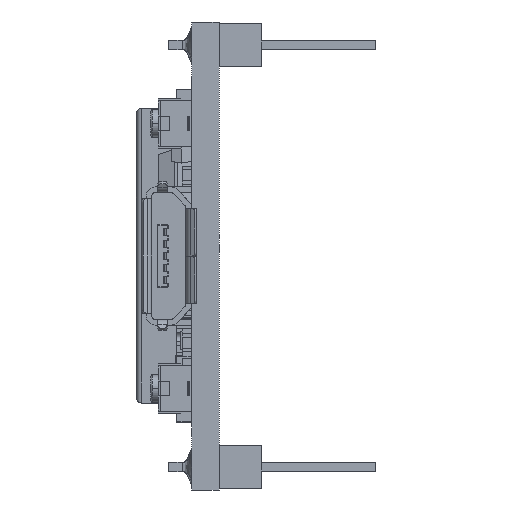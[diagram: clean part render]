
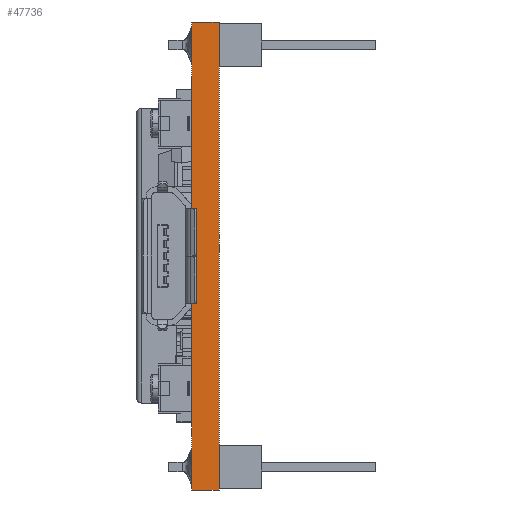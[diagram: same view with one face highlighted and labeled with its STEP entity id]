
A CAD part, left-side view. The second image highlights one B-rep face of the part: STEP entity #47736.
In plain terms, the highlighted planar face has unit normal (-1, 0, 0).
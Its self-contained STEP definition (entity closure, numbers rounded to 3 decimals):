
#31196=VERTEX_POINT('NONE',#31197);
#31197=CARTESIAN_POINT('',(-20.971,0.002,-12.055));
#31203=EDGE_CURVE('NONE',#31196,#31204,#31206,.T.);
#31204=VERTEX_POINT('NONE',#31205);
#31205=CARTESIAN_POINT('',(-20.971,0.002,13.345));
#31206=LINE('',#31207,#31208);
#31207=CARTESIAN_POINT('',(-20.971,0.002,0.645));
#31208=VECTOR('',#31209,1.0);
#31209=DIRECTION('',(0.,0.0,1.0));
#45948=VERTEX_POINT('NONE',#45949);
#45949=CARTESIAN_POINT('',(-20.971,-1.498,13.345));
#45955=EDGE_CURVE('NONE',#45948,#45956,#45958,.F.);
#45956=VERTEX_POINT('NONE',#45957);
#45957=CARTESIAN_POINT('',(-20.971,-1.498,-12.055));
#45958=LINE('',#45959,#45960);
#45959=CARTESIAN_POINT('',(-20.971,-1.498,0.645));
#45960=VECTOR('',#45961,1.0);
#45961=DIRECTION('',(0.,0.0,1.0));
#47724=EDGE_CURVE('NONE',#31204,#45948,#47725,.F.);
#47725=LINE('',#47726,#47727);
#47726=CARTESIAN_POINT('',(-20.971,-1.498,13.345));
#47727=VECTOR('',#47728,1.0);
#47728=DIRECTION('',(0.0,1.0,0.0));
#47736=ADVANCED_FACE('NONE',(#47737),#47748,.T.);
#47737=FACE_BOUND('',#47738,.T.);
#47738=EDGE_LOOP('',(#47739,#47740,#47746,#47747));
#47739=ORIENTED_EDGE('',*,*,#31203,.F.);
#47740=ORIENTED_EDGE('',*,*,#47741,.T.);
#47741=EDGE_CURVE('NONE',#31196,#45956,#47742,.F.);
#47742=LINE('',#47743,#47744);
#47743=CARTESIAN_POINT('',(-20.971,-1.498,-12.055));
#47744=VECTOR('',#47745,1.0);
#47745=DIRECTION('',(0.0,1.0,0.0));
#47746=ORIENTED_EDGE('',*,*,#45955,.F.);
#47747=ORIENTED_EDGE('',*,*,#47724,.F.);
#47748=PLANE('',#47749);
#47749=AXIS2_PLACEMENT_3D('',#47750,#47751,#47752);
#47750=CARTESIAN_POINT('',(-20.971,-1.498,0.645));
#47751=DIRECTION('',(-1.0,0.0,0.));
#47752=DIRECTION('',(0.0,1.0,0.0));
